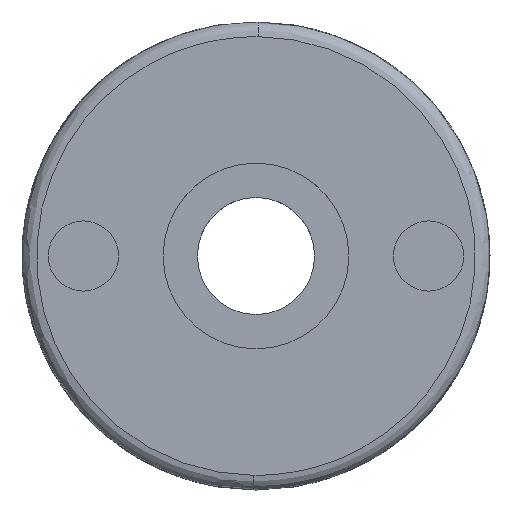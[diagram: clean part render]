
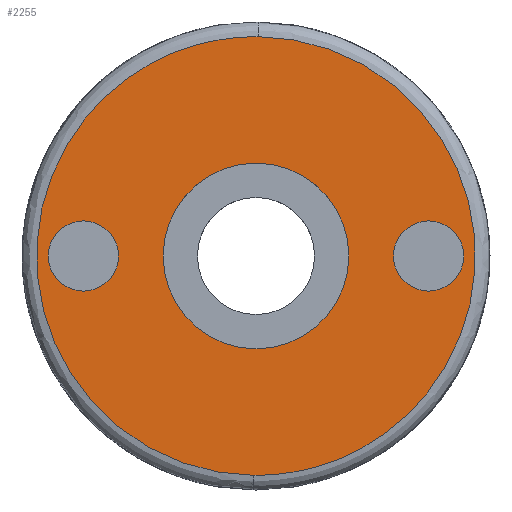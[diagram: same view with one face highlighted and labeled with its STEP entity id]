
A CAD part, left-side view. The second image highlights one B-rep face of the part: STEP entity #2255.
In plain terms, the highlighted planar face has unit normal (-1, 0, 0).
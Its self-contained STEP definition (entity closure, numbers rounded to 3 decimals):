
#59 = DIRECTION ( 'NONE',  ( 0., 0., -1. ) ) ;
#65 = DIRECTION ( 'NONE',  ( 1., 0., 0. ) ) ;
#67 = CARTESIAN_POINT ( 'NONE',  ( -11.5, -5.9, 0. ) ) ;
#242 = CIRCLE ( 'NONE', #3864, 1.2 ) ;
#350 = DIRECTION ( 'NONE',  ( 0., 0., -1. ) ) ;
#393 = EDGE_LOOP ( 'NONE', ( #4349, #4151 ) ) ;
#426 = DIRECTION ( 'NONE',  ( 1., 0., 0. ) ) ;
#515 = CARTESIAN_POINT ( 'NONE',  ( -11.5, -5.9, 1.2 ) ) ;
#559 = VERTEX_POINT ( 'NONE', #2955 ) ;
#620 = CARTESIAN_POINT ( 'NONE',  ( -11.5, 5.9, -1.2 ) ) ;
#645 = CARTESIAN_POINT ( 'NONE',  ( -11.5, 0., 0. ) ) ;
#681 = DIRECTION ( 'NONE',  ( 0., 0., 1. ) ) ;
#733 = VERTEX_POINT ( 'NONE', #3550 ) ;
#742 = CIRCLE ( 'NONE', #891, 1.2 ) ;
#771 = CARTESIAN_POINT ( 'NONE',  ( -11.5, 0., -7.5 ) ) ;
#795 =( BOUNDED_CURVE ( )  B_SPLINE_CURVE ( 3, ( #5151, #5154, #5107, #5094 ),
 .UNSPECIFIED., .F., .T. ) 
 B_SPLINE_CURVE_WITH_KNOTS ( ( 4, 4 ),
 ( 0.003, 1. ),
 .UNSPECIFIED. ) 
 CURVE ( )  GEOMETRIC_REPRESENTATION_ITEM ( )  RATIONAL_B_SPLINE_CURVE ( ( 1., 0.336, 0.336, 1. ) ) 
 REPRESENTATION_ITEM ( '' )  );
#809 = VERTEX_POINT ( 'NONE', #1839 ) ;
#810 = EDGE_LOOP ( 'NONE', ( #4342, #4645 ) ) ;
#866 = ORIENTED_EDGE ( 'NONE', *, *, #2258, .T. ) ;
#891 = AXIS2_PLACEMENT_3D ( 'NONE', #67, #65, #59 ) ;
#959 = CIRCLE ( 'NONE', #3921, 1.2 ) ;
#1048 =( BOUNDED_CURVE ( )  B_SPLINE_CURVE ( 3, ( #4019, #3538, #4883, #4921 ),
 .UNSPECIFIED., .F., .F. ) 
 B_SPLINE_CURVE_WITH_KNOTS ( ( 4, 4 ),
 ( 0., 0.003 ),
 .UNSPECIFIED. ) 
 CURVE ( )  GEOMETRIC_REPRESENTATION_ITEM ( )  RATIONAL_B_SPLINE_CURVE ( ( 1., 1., 1., 1. ) ) 
 REPRESENTATION_ITEM ( '' )  );
#1134 = CARTESIAN_POINT ( 'NONE',  ( -11.5, 0., 7.5 ) ) ;
#1216 = FACE_BOUND ( 'NONE', #4919, .T. ) ;
#1264 = FACE_BOUND ( 'NONE', #393, .T. ) ;
#1280 = FACE_BOUND ( 'NONE', #810, .T. ) ;
#1289 = FACE_OUTER_BOUND ( 'NONE', #2773, .T. ) ;
#1328 = CIRCLE ( 'NONE', #3502, 3.175 ) ;
#1499 = DIRECTION ( 'NONE',  ( 0., 0., -1. ) ) ;
#1504 = DIRECTION ( 'NONE',  ( 1., 0., 0. ) ) ;
#1521 = CARTESIAN_POINT ( 'NONE',  ( -11.5, -5.9, 0. ) ) ;
#1563 = ORIENTED_EDGE ( 'NONE', *, *, #3083, .F. ) ;
#1598 = DIRECTION ( 'NONE',  ( 0., 0., -1. ) ) ;
#1620 = CARTESIAN_POINT ( 'NONE',  ( -11.5, 5.9, 0. ) ) ;
#1634 = CIRCLE ( 'NONE', #3262, 3.175 ) ;
#1637 = CARTESIAN_POINT ( 'NONE',  ( -11.5, 0., 3.175 ) ) ;
#1719 = VERTEX_POINT ( 'NONE', #771 ) ;
#1725 = VERTEX_POINT ( 'NONE', #515 ) ;
#1835 = EDGE_CURVE ( 'NONE', #733, #1725, #742, .T. ) ;
#1839 = CARTESIAN_POINT ( 'NONE',  ( -11.5, -0.071, 7.5 ) ) ;
#1953 = EDGE_CURVE ( 'NONE', #559, #4308, #4567, .T. ) ;
#1964 = EDGE_CURVE ( 'NONE', #3968, #4907, #959, .T. ) ;
#2255 = ADVANCED_FACE ( 'NONE', ( #1216, #1264, #1280, #1289 ), #4164, .F. ) ;
#2258 = EDGE_CURVE ( 'NONE', #4464, #5285, #1328, .T. ) ;
#2271 = DIRECTION ( 'NONE',  ( 1., 0., 0. ) ) ;
#2312 = EDGE_CURVE ( 'NONE', #4308, #809, #1048, .T. ) ;
#2512 = EDGE_CURVE ( 'NONE', #1719, #559, #5104, .T. ) ;
#2773 = EDGE_LOOP ( 'NONE', ( #4859, #3119, #3327, #1563 ) ) ;
#2774 = CIRCLE ( 'NONE', #5379, 1.2 ) ;
#2775 = CARTESIAN_POINT ( 'NONE',  ( -11.5, 0., 0. ) ) ;
#2955 = CARTESIAN_POINT ( 'NONE',  ( -11.5, 0.071, -7.5 ) ) ;
#2958 = CARTESIAN_POINT ( 'NONE',  ( -11.5, 0., -3.175 ) ) ;
#2959 = CARTESIAN_POINT ( 'NONE',  ( -11.5, 14.86, 7.5 ) ) ;
#3083 = EDGE_CURVE ( 'NONE', #809, #1719, #795, .T. ) ;
#3119 = ORIENTED_EDGE ( 'NONE', *, *, #1953, .F. ) ;
#3147 = EDGE_CURVE ( 'NONE', #5285, #4464, #1634, .T. ) ;
#3179 = CARTESIAN_POINT ( 'NONE',  ( -11.5, 0., -7.5 ) ) ;
#3262 = AXIS2_PLACEMENT_3D ( 'NONE', #4911, #4885, #4872 ) ;
#3327 = ORIENTED_EDGE ( 'NONE', *, *, #2512, .F. ) ;
#3335 = CARTESIAN_POINT ( 'NONE',  ( -11.5, 0.024, -7.5 ) ) ;
#3502 = AXIS2_PLACEMENT_3D ( 'NONE', #645, #426, #681 ) ;
#3538 = CARTESIAN_POINT ( 'NONE',  ( -11.5, -0.024, 7.5 ) ) ;
#3550 = CARTESIAN_POINT ( 'NONE',  ( -11.5, -5.9, -1.2 ) ) ;
#3740 = EDGE_CURVE ( 'NONE', #1725, #733, #2774, .T. ) ;
#3810 = AXIS2_PLACEMENT_3D ( 'NONE', #2775, #3983, #5132 ) ;
#3827 = CARTESIAN_POINT ( 'NONE',  ( -11.5, 5.9, 1.2 ) ) ;
#3864 = AXIS2_PLACEMENT_3D ( 'NONE', #1620, #2271, #1598 ) ;
#3896 = ORIENTED_EDGE ( 'NONE', *, *, #3147, .T. ) ;
#3921 = AXIS2_PLACEMENT_3D ( 'NONE', #4729, #4734, #350 ) ;
#3968 = VERTEX_POINT ( 'NONE', #620 ) ;
#3983 = DIRECTION ( 'NONE',  ( 1., 0., 0. ) ) ;
#4019 = CARTESIAN_POINT ( 'NONE',  ( -11.5, 0., 7.5 ) ) ;
#4110 = CARTESIAN_POINT ( 'NONE',  ( -11.5, 0.047, -7.5 ) ) ;
#4151 = ORIENTED_EDGE ( 'NONE', *, *, #3740, .T. ) ;
#4152 = CARTESIAN_POINT ( 'NONE',  ( -11.5, 0.071, -7.5 ) ) ;
#4164 = PLANE ( 'NONE',  #3810 ) ;
#4308 = VERTEX_POINT ( 'NONE', #1134 ) ;
#4342 = ORIENTED_EDGE ( 'NONE', *, *, #1964, .T. ) ;
#4349 = ORIENTED_EDGE ( 'NONE', *, *, #1835, .T. ) ;
#4464 = VERTEX_POINT ( 'NONE', #2958 ) ;
#4567 =( BOUNDED_CURVE ( )  B_SPLINE_CURVE ( 3, ( #4606, #4697, #2959, #4688 ),
 .UNSPECIFIED., .F., .F. ) 
 B_SPLINE_CURVE_WITH_KNOTS ( ( 4, 4 ),
 ( 0.003, 1. ),
 .UNSPECIFIED. ) 
 CURVE ( )  GEOMETRIC_REPRESENTATION_ITEM ( )  RATIONAL_B_SPLINE_CURVE ( ( 1., 0.336, 0.336, 1. ) ) 
 REPRESENTATION_ITEM ( '' )  );
#4606 = CARTESIAN_POINT ( 'NONE',  ( -11.5, 0.071, -7.5 ) ) ;
#4645 = ORIENTED_EDGE ( 'NONE', *, *, #5257, .T. ) ;
#4688 = CARTESIAN_POINT ( 'NONE',  ( -11.5, 0., 7.5 ) ) ;
#4697 = CARTESIAN_POINT ( 'NONE',  ( -11.5, 14.93, -7.36 ) ) ;
#4729 = CARTESIAN_POINT ( 'NONE',  ( -11.5, 5.9, 0. ) ) ;
#4734 = DIRECTION ( 'NONE',  ( 1., 0., 0. ) ) ;
#4859 = ORIENTED_EDGE ( 'NONE', *, *, #2312, .F. ) ;
#4872 = DIRECTION ( 'NONE',  ( 0., 0., 1. ) ) ;
#4883 = CARTESIAN_POINT ( 'NONE',  ( -11.5, -0.047, 7.5 ) ) ;
#4885 = DIRECTION ( 'NONE',  ( 1., 0., 0. ) ) ;
#4907 = VERTEX_POINT ( 'NONE', #3827 ) ;
#4911 = CARTESIAN_POINT ( 'NONE',  ( -11.5, 0., 0. ) ) ;
#4919 = EDGE_LOOP ( 'NONE', ( #3896, #866 ) ) ;
#4921 = CARTESIAN_POINT ( 'NONE',  ( -11.5, -0.071, 7.5 ) ) ;
#5094 = CARTESIAN_POINT ( 'NONE',  ( -11.5, 0., -7.5 ) ) ;
#5104 =( BOUNDED_CURVE ( )  B_SPLINE_CURVE ( 3, ( #3179, #3335, #4110, #4152 ),
 .UNSPECIFIED., .F., .F. ) 
 B_SPLINE_CURVE_WITH_KNOTS ( ( 4, 4 ),
 ( 0., 0.003 ),
 .UNSPECIFIED. ) 
 CURVE ( )  GEOMETRIC_REPRESENTATION_ITEM ( )  RATIONAL_B_SPLINE_CURVE ( ( 1., 1., 1., 1. ) ) 
 REPRESENTATION_ITEM ( '' )  );
#5107 = CARTESIAN_POINT ( 'NONE',  ( -11.5, -14.86, -7.5 ) ) ;
#5132 = DIRECTION ( 'NONE',  ( 0., 0., -1. ) ) ;
#5151 = CARTESIAN_POINT ( 'NONE',  ( -11.5, -0.071, 7.5 ) ) ;
#5154 = CARTESIAN_POINT ( 'NONE',  ( -11.5, -14.93, 7.36 ) ) ;
#5257 = EDGE_CURVE ( 'NONE', #4907, #3968, #242, .T. ) ;
#5285 = VERTEX_POINT ( 'NONE', #1637 ) ;
#5379 = AXIS2_PLACEMENT_3D ( 'NONE', #1521, #1504, #1499 ) ;
